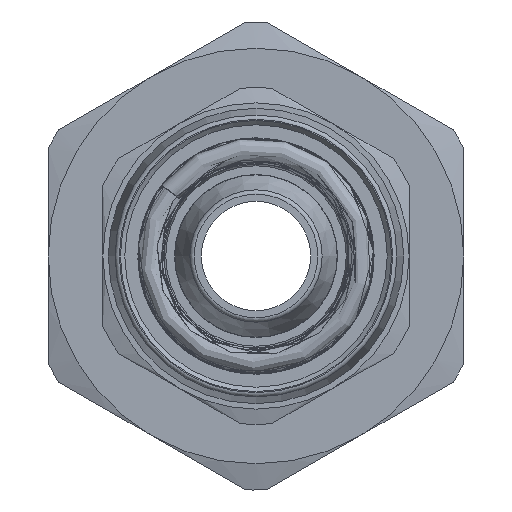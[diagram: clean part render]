
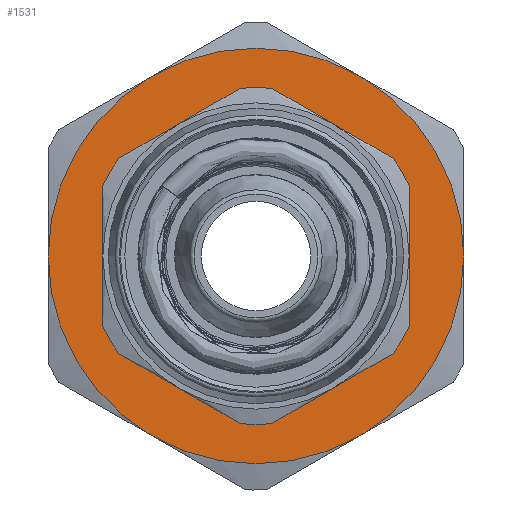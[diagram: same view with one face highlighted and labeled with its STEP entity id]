
A CAD part, left-side view. The second image highlights one B-rep face of the part: STEP entity #1531.
In plain terms, the highlighted planar face has unit normal (-1, 0, 0).
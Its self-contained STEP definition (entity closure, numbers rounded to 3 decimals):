
#125=FACE_BOUND('',#296,.T.);
#144=PLANE('',#1787);
#198=FACE_OUTER_BOUND('',#295,.T.);
#295=EDGE_LOOP('',(#1170,#1171,#1172,#1173,#1174,#1175));
#296=EDGE_LOOP('',(#1176,#1177));
#485=CIRCLE('',#1746,9.5);
#486=CIRCLE('',#1748,9.5);
#487=CIRCLE('',#1750,9.5);
#488=CIRCLE('',#1752,9.5);
#489=CIRCLE('',#1754,9.5);
#510=CIRCLE('',#1785,6.);
#511=CIRCLE('',#1786,6.);
#512=CIRCLE('',#1788,9.5);
#609=VERTEX_POINT('',#2502);
#615=VERTEX_POINT('',#2523);
#621=VERTEX_POINT('',#2544);
#627=VERTEX_POINT('',#2565);
#633=VERTEX_POINT('',#2586);
#643=VERTEX_POINT('',#2647);
#662=VERTEX_POINT('',#2715);
#663=VERTEX_POINT('',#2716);
#821=EDGE_CURVE('',#609,#643,#485,.T.);
#824=EDGE_CURVE('',#643,#633,#486,.T.);
#825=EDGE_CURVE('',#633,#627,#487,.T.);
#826=EDGE_CURVE('',#627,#621,#488,.T.);
#827=EDGE_CURVE('',#621,#615,#489,.T.);
#852=EDGE_CURVE('',#662,#663,#510,.T.);
#853=EDGE_CURVE('',#663,#662,#511,.T.);
#855=EDGE_CURVE('',#615,#609,#512,.T.);
#1170=ORIENTED_EDGE('',*,*,#824,.F.);
#1171=ORIENTED_EDGE('',*,*,#821,.F.);
#1172=ORIENTED_EDGE('',*,*,#855,.F.);
#1173=ORIENTED_EDGE('',*,*,#827,.F.);
#1174=ORIENTED_EDGE('',*,*,#826,.F.);
#1175=ORIENTED_EDGE('',*,*,#825,.F.);
#1176=ORIENTED_EDGE('',*,*,#852,.T.);
#1177=ORIENTED_EDGE('',*,*,#853,.T.);
#1531=ADVANCED_FACE('',(#198,#125),#144,.T.);
#1746=AXIS2_PLACEMENT_3D('',#2648,#2059,#2060);
#1748=AXIS2_PLACEMENT_3D('',#2656,#2063,#2064);
#1750=AXIS2_PLACEMENT_3D('',#2658,#2067,#2068);
#1752=AXIS2_PLACEMENT_3D('',#2660,#2071,#2072);
#1754=AXIS2_PLACEMENT_3D('',#2662,#2075,#2076);
#1785=AXIS2_PLACEMENT_3D('',#2717,#2141,#2142);
#1786=AXIS2_PLACEMENT_3D('',#2718,#2143,#2144);
#1787=AXIS2_PLACEMENT_3D('',#2720,#2146,#2147);
#1788=AXIS2_PLACEMENT_3D('',#2721,#2148,#2149);
#2059=DIRECTION('center_axis',(1.,0.,0.));
#2060=DIRECTION('ref_axis',(0.,0.,-1.));
#2063=DIRECTION('center_axis',(1.,0.,0.));
#2064=DIRECTION('ref_axis',(0.,0.,-1.));
#2067=DIRECTION('center_axis',(1.,0.,0.));
#2068=DIRECTION('ref_axis',(0.,0.,-1.));
#2071=DIRECTION('center_axis',(1.,0.,0.));
#2072=DIRECTION('ref_axis',(0.,0.,-1.));
#2075=DIRECTION('center_axis',(1.,0.,0.));
#2076=DIRECTION('ref_axis',(0.,0.,-1.));
#2141=DIRECTION('center_axis',(1.,0.,0.));
#2142=DIRECTION('ref_axis',(0.,0.,-1.));
#2143=DIRECTION('center_axis',(1.,0.,0.));
#2144=DIRECTION('ref_axis',(0.,0.,-1.));
#2146=DIRECTION('center_axis',(-1.,0.,0.));
#2147=DIRECTION('ref_axis',(0.,0.,1.));
#2148=DIRECTION('center_axis',(1.,0.,0.));
#2149=DIRECTION('ref_axis',(0.,0.,-1.));
#2502=CARTESIAN_POINT('',(13.1,4.75,-8.227));
#2523=CARTESIAN_POINT('',(13.1,-4.75,-8.227));
#2544=CARTESIAN_POINT('',(13.1,-9.5,0.));
#2565=CARTESIAN_POINT('',(13.1,-4.75,8.227));
#2586=CARTESIAN_POINT('',(13.1,4.75,8.227));
#2647=CARTESIAN_POINT('',(13.1,9.5,0.));
#2648=CARTESIAN_POINT('Origin',(13.1,0.,0.));
#2656=CARTESIAN_POINT('Origin',(13.1,0.,0.));
#2658=CARTESIAN_POINT('Origin',(13.1,0.,0.));
#2660=CARTESIAN_POINT('Origin',(13.1,0.,0.));
#2662=CARTESIAN_POINT('Origin',(13.1,0.,0.));
#2715=CARTESIAN_POINT('',(13.1,6.,0.));
#2716=CARTESIAN_POINT('',(13.1,-6.,0.));
#2717=CARTESIAN_POINT('Origin',(13.1,0.,0.));
#2718=CARTESIAN_POINT('Origin',(13.1,0.,0.));
#2720=CARTESIAN_POINT('Origin',(13.1,9.5,0.));
#2721=CARTESIAN_POINT('Origin',(13.1,0.,0.));
